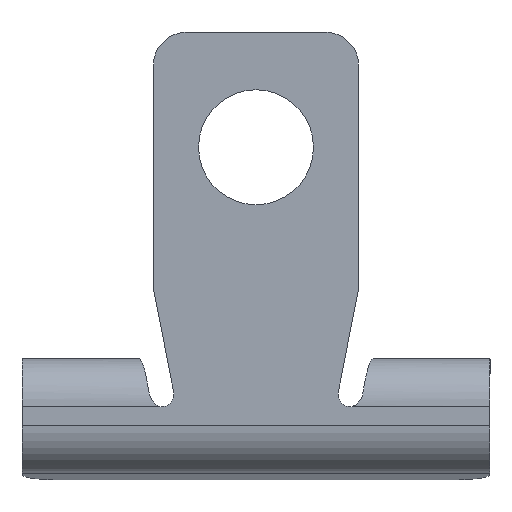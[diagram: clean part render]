
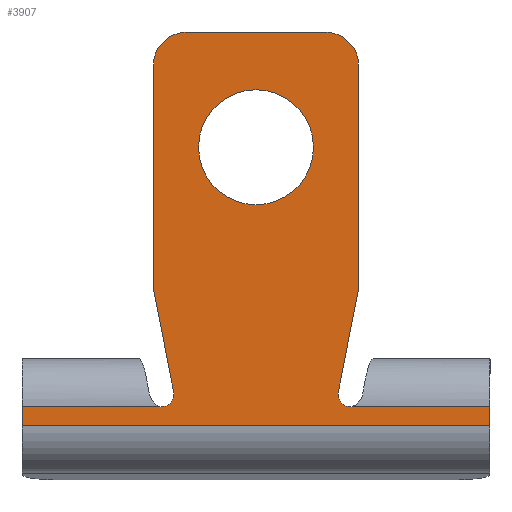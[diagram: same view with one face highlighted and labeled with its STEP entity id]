
A CAD part, left-side view. The second image highlights one B-rep face of the part: STEP entity #3907.
In plain terms, the highlighted planar face has unit normal (-1, 0, 0).
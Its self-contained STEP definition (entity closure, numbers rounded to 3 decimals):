
#5 = LINE ( 'NONE', #2144, #3075 ) ;
#16 = VECTOR ( 'NONE', #1618, 1000. ) ;
#45 = EDGE_CURVE ( 'NONE', #249, #1677, #3993, .T. ) ;
#62 = DIRECTION ( 'NONE',  ( 0., 0., -1. ) ) ;
#65 = CARTESIAN_POINT ( 'NONE',  ( -0.9, 6.25, 24.389 ) ) ;
#98 = CARTESIAN_POINT ( 'NONE',  ( -0.9, 6.25, 40. ) ) ;
#122 = CIRCLE ( 'NONE', #3348, 3.5 ) ;
#133 = VERTEX_POINT ( 'NONE', #65 ) ;
#166 = VERTEX_POINT ( 'NONE', #231 ) ;
#169 = CARTESIAN_POINT ( 'NONE',  ( -0.9, 14.25, 16.035 ) ) ;
#178 = CARTESIAN_POINT ( 'NONE',  ( -0.9, 14.25, 0. ) ) ;
#186 = VERTEX_POINT ( 'NONE', #306 ) ;
#197 = VERTEX_POINT ( 'NONE', #615 ) ;
#231 = CARTESIAN_POINT ( 'NONE',  ( -0.9, 5.895, 17.214 ) ) ;
#249 = VERTEX_POINT ( 'NONE', #1437 ) ;
#289 = DIRECTION ( 'NONE',  ( 1., 0., 0. ) ) ;
#306 = CARTESIAN_POINT ( 'NONE',  ( -0.9, 4.25, 40. ) ) ;
#309 = VECTOR ( 'NONE', #62, 1000. ) ;
#387 = EDGE_CURVE ( 'NONE', #650, #2288, #1404, .T. ) ;
#414 = CARTESIAN_POINT ( 'NONE',  ( -0.9, -5.014, 18.095 ) ) ;
#446 = VERTEX_POINT ( 'NONE', #3531 ) ;
#467 = CARTESIAN_POINT ( 'NONE',  ( -0.9, -14.25, 16.035 ) ) ;
#488 = ORIENTED_EDGE ( 'NONE', *, *, #1846, .F. ) ;
#562 = EDGE_CURVE ( 'NONE', #2108, #2867, #1647, .T. ) ;
#578 = VECTOR ( 'NONE', #3353, 1000. ) ;
#600 = VERTEX_POINT ( 'NONE', #3060 ) ;
#615 = CARTESIAN_POINT ( 'NONE',  ( -0.9, -4.25, 40. ) ) ;
#650 = VERTEX_POINT ( 'NONE', #3501 ) ;
#667 = VECTOR ( 'NONE', #902, 1000. ) ;
#675 = DIRECTION ( 'NONE',  ( 1., 0., 0. ) ) ;
#690 = CARTESIAN_POINT ( 'NONE',  ( -0.9, -5.75, 17.95 ) ) ;
#747 = DIRECTION ( 'NONE',  ( 1., 0., 0. ) ) ;
#818 = DIRECTION ( 'NONE',  ( 0., 0., -1. ) ) ;
#825 = EDGE_CURVE ( 'NONE', #186, #197, #3389, .T. ) ;
#838 = DIRECTION ( 'NONE',  ( 1., 0., 0. ) ) ;
#847 = CARTESIAN_POINT ( 'NONE',  ( -0.9, -4.25, 38. ) ) ;
#902 = DIRECTION ( 'NONE',  ( 0., 1., 0. ) ) ;
#957 = CIRCLE ( 'NONE', #1214, 0.75 ) ;
#987 = ORIENTED_EDGE ( 'NONE', *, *, #1514, .F. ) ;
#1095 = ORIENTED_EDGE ( 'NONE', *, *, #562, .F. ) ;
#1140 = ORIENTED_EDGE ( 'NONE', *, *, #2279, .T. ) ;
#1152 = VERTEX_POINT ( 'NONE', #2128 ) ;
#1178 = VERTEX_POINT ( 'NONE', #1941 ) ;
#1214 = AXIS2_PLACEMENT_3D ( 'NONE', #2393, #2344, #3968 ) ;
#1256 = ORIENTED_EDGE ( 'NONE', *, *, #3974, .T. ) ;
#1305 = EDGE_CURVE ( 'NONE', #1677, #650, #1686, .T. ) ;
#1342 = LINE ( 'NONE', #178, #309 ) ;
#1348 = DIRECTION ( 'NONE',  ( 0., 0., -1. ) ) ;
#1357 = ORIENTED_EDGE ( 'NONE', *, *, #3899, .F. ) ;
#1402 = EDGE_LOOP ( 'NONE', ( #3500, #1256 ) ) ;
#1404 = LINE ( 'NONE', #3327, #578 ) ;
#1437 = CARTESIAN_POINT ( 'NONE',  ( -0.9, -5.895, 17.214 ) ) ;
#1486 = LINE ( 'NONE', #3492, #667 ) ;
#1514 = EDGE_CURVE ( 'NONE', #197, #2288, #2602, .T. ) ;
#1535 = DIRECTION ( 'NONE',  ( 0., 0., 1. ) ) ;
#1568 = ORIENTED_EDGE ( 'NONE', *, *, #387, .T. ) ;
#1576 = ORIENTED_EDGE ( 'NONE', *, *, #1746, .T. ) ;
#1618 = DIRECTION ( 'NONE',  ( 0., -0.193, 0.981 ) ) ;
#1627 = CARTESIAN_POINT ( 'NONE',  ( -0.9, -6.25, 24.389 ) ) ;
#1647 = LINE ( 'NONE', #2467, #2514 ) ;
#1655 = CARTESIAN_POINT ( 'NONE',  ( -0.9, 4.25, 38. ) ) ;
#1677 = VERTEX_POINT ( 'NONE', #414 ) ;
#1686 = LINE ( 'NONE', #1627, #16 ) ;
#1746 = EDGE_CURVE ( 'NONE', #1152, #3700, #1342, .T. ) ;
#1825 = EDGE_CURVE ( 'NONE', #600, #166, #957, .T. ) ;
#1846 = EDGE_CURVE ( 'NONE', #1152, #166, #5, .T. ) ;
#1871 = EDGE_CURVE ( 'NONE', #2867, #3700, #1486, .T. ) ;
#1898 = VECTOR ( 'NONE', #2992, 1000. ) ;
#1941 = CARTESIAN_POINT ( 'NONE',  ( -0.9, 6.25, 38. ) ) ;
#1973 = DIRECTION ( 'NONE',  ( 0., 0., 1. ) ) ;
#1974 = FACE_BOUND ( 'NONE', #1402, .T. ) ;
#1976 = DIRECTION ( 'NONE',  ( 1., 0., 0. ) ) ;
#1980 = ORIENTED_EDGE ( 'NONE', *, *, #825, .F. ) ;
#1981 = CARTESIAN_POINT ( 'NONE',  ( -0.9, 0., 33. ) ) ;
#2034 = VECTOR ( 'NONE', #2868, 1000. ) ;
#2062 = CIRCLE ( 'NONE', #3167, 2. ) ;
#2073 = CARTESIAN_POINT ( 'NONE',  ( -0.9, 14.25, 17.214 ) ) ;
#2108 = VERTEX_POINT ( 'NONE', #3334 ) ;
#2128 = CARTESIAN_POINT ( 'NONE',  ( -0.9, 14.25, 17.214 ) ) ;
#2144 = CARTESIAN_POINT ( 'NONE',  ( -0.9, 14.25, 17.214 ) ) ;
#2216 = VERTEX_POINT ( 'NONE', #2984 ) ;
#2265 = VECTOR ( 'NONE', #2577, 1000. ) ;
#2267 = ORIENTED_EDGE ( 'NONE', *, *, #2960, .T. ) ;
#2279 = EDGE_CURVE ( 'NONE', #133, #600, #3667, .T. ) ;
#2284 = ORIENTED_EDGE ( 'NONE', *, *, #1825, .T. ) ;
#2288 = VERTEX_POINT ( 'NONE', #2784 ) ;
#2344 = DIRECTION ( 'NONE',  ( 1., 0., 0. ) ) ;
#2378 = DIRECTION ( 'NONE',  ( 0., -1., 0. ) ) ;
#2393 = CARTESIAN_POINT ( 'NONE',  ( -0.9, 5.75, 17.95 ) ) ;
#2467 = CARTESIAN_POINT ( 'NONE',  ( -0.9, -14.25, 0. ) ) ;
#2469 = AXIS2_PLACEMENT_3D ( 'NONE', #847, #838, #818 ) ;
#2471 = DIRECTION ( 'NONE',  ( 0., 0., 1. ) ) ;
#2488 = AXIS2_PLACEMENT_3D ( 'NONE', #3447, #747, #2818 ) ;
#2495 = EDGE_CURVE ( 'NONE', #2216, #446, #3508, .T. ) ;
#2514 = VECTOR ( 'NONE', #2806, 1000. ) ;
#2577 = DIRECTION ( 'NONE',  ( 0., 0., -1. ) ) ;
#2602 = CIRCLE ( 'NONE', #2469, 2. ) ;
#2686 = LINE ( 'NONE', #2073, #1898 ) ;
#2783 = CARTESIAN_POINT ( 'NONE',  ( -0.9, 0., 33. ) ) ;
#2784 = CARTESIAN_POINT ( 'NONE',  ( -0.9, -6.25, 38. ) ) ;
#2806 = DIRECTION ( 'NONE',  ( 0., 0., -1. ) ) ;
#2818 = DIRECTION ( 'NONE',  ( 0., 0., -1. ) ) ;
#2853 = FACE_OUTER_BOUND ( 'NONE', #3025, .T. ) ;
#2862 = CARTESIAN_POINT ( 'NONE',  ( -0.9, 6.25, 24.389 ) ) ;
#2867 = VERTEX_POINT ( 'NONE', #467 ) ;
#2868 = DIRECTION ( 'NONE',  ( 0., -0.193, -0.981 ) ) ;
#2960 = EDGE_CURVE ( 'NONE', #1178, #133, #3916, .T. ) ;
#2984 = CARTESIAN_POINT ( 'NONE',  ( -0.9, 0., 36.5 ) ) ;
#2992 = DIRECTION ( 'NONE',  ( 0., -1., 0. ) ) ;
#3025 = EDGE_LOOP ( 'NONE', ( #987, #1980, #1357, #2267, #1140, #2284, #488, #1576, #3149, #1095, #3371, #3624, #3158, #1568 ) ) ;
#3060 = CARTESIAN_POINT ( 'NONE',  ( -0.9, 5.014, 18.095 ) ) ;
#3075 = VECTOR ( 'NONE', #2378, 1000. ) ;
#3092 = EDGE_CURVE ( 'NONE', #249, #2108, #2686, .T. ) ;
#3136 = PLANE ( 'NONE',  #2488 ) ;
#3149 = ORIENTED_EDGE ( 'NONE', *, *, #1871, .F. ) ;
#3158 = ORIENTED_EDGE ( 'NONE', *, *, #1305, .T. ) ;
#3167 = AXIS2_PLACEMENT_3D ( 'NONE', #1655, #3460, #1348 ) ;
#3189 = VECTOR ( 'NONE', #3402, 1000. ) ;
#3198 = AXIS2_PLACEMENT_3D ( 'NONE', #690, #289, #1535 ) ;
#3327 = CARTESIAN_POINT ( 'NONE',  ( -0.9, -6.25, 40. ) ) ;
#3334 = CARTESIAN_POINT ( 'NONE',  ( -0.9, -14.25, 17.214 ) ) ;
#3348 = AXIS2_PLACEMENT_3D ( 'NONE', #2783, #675, #2471 ) ;
#3353 = DIRECTION ( 'NONE',  ( 0., 0., 1. ) ) ;
#3371 = ORIENTED_EDGE ( 'NONE', *, *, #3092, .F. ) ;
#3389 = LINE ( 'NONE', #3445, #3189 ) ;
#3402 = DIRECTION ( 'NONE',  ( 0., -1., 0. ) ) ;
#3445 = CARTESIAN_POINT ( 'NONE',  ( -0.9, 14.25, 40. ) ) ;
#3447 = CARTESIAN_POINT ( 'NONE',  ( -0.9, 14.25, 0. ) ) ;
#3460 = DIRECTION ( 'NONE',  ( 1., 0., 0. ) ) ;
#3492 = CARTESIAN_POINT ( 'NONE',  ( -0.9, 14.25, 16.035 ) ) ;
#3500 = ORIENTED_EDGE ( 'NONE', *, *, #2495, .T. ) ;
#3501 = CARTESIAN_POINT ( 'NONE',  ( -0.9, -6.25, 24.389 ) ) ;
#3508 = CIRCLE ( 'NONE', #3906, 3.5 ) ;
#3531 = CARTESIAN_POINT ( 'NONE',  ( -0.9, 0., 29.5 ) ) ;
#3624 = ORIENTED_EDGE ( 'NONE', *, *, #45, .T. ) ;
#3667 = LINE ( 'NONE', #2862, #2034 ) ;
#3700 = VERTEX_POINT ( 'NONE', #169 ) ;
#3899 = EDGE_CURVE ( 'NONE', #1178, #186, #2062, .T. ) ;
#3906 = AXIS2_PLACEMENT_3D ( 'NONE', #1981, #1976, #1973 ) ;
#3907 = ADVANCED_FACE ( 'NONE', ( #2853, #1974 ), #3136, .F. ) ;
#3916 = LINE ( 'NONE', #98, #2265 ) ;
#3968 = DIRECTION ( 'NONE',  ( 0., 0., 1. ) ) ;
#3974 = EDGE_CURVE ( 'NONE', #446, #2216, #122, .T. ) ;
#3993 = CIRCLE ( 'NONE', #3198, 0.75 ) ;
